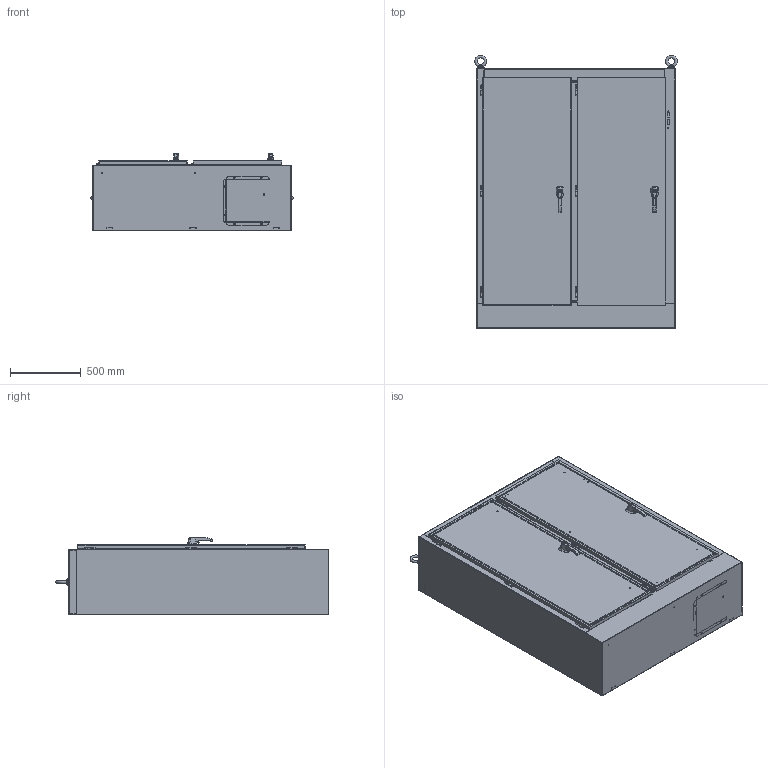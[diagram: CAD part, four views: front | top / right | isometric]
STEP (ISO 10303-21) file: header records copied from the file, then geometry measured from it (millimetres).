
FILE_DESCRIPTION (( 'STEP AP214' ), '1' );
FILE_NAME ('2UHD725518N4SS.STEP', '2019-07-19T18:35:22', ( '' ), ( '' ), 'SwSTEP 2.0', 'SolidWorks 2018', '' );
FILE_SCHEMA (( 'AUTOMOTIVE_DESIGN' ));
Length unit declared in the file: inch
Products named in the file (1): 2UHD725518N4SS
Bounding box: 1426.9 x 1925.19 x 545.22 mm (x, y, z)
Volume: 50869647.6 mm3; surface area: 24569833.9 mm2
Topology: 223 solids, 225 shells, 3376 faces, 7972 edges, 5111 vertices
Faces by surface type: plane 1951, cylinder 1018, bspline 251, cone 145, torus 11
Full cylindrical faces by diameter (mm): 3.68 x4, 3.81 x4, 3.967 x4, 4.249 x2, 4.394 x2, 4.75 x5, 4.775 x2, 4.801 x2, 4.826 x4, 4.928 x1, 4.976 x13, 4.978 x3, 5.08 x2, 5.105 x6, 5.537 x8, 5.842 x2, 5.893 x2, 5.918 x2, 6.248 x8, 6.35 x48, 6.477 x6, 6.528 x10, 6.731 x2, 6.756 x3, 7.112 x10, 7.137 x13, 7.163 x5, 7.366 x2, 7.442 x6, 7.805 x9
Entity records: 164562 total; most frequent: CARTESIAN_POINT 44403, DIRECTION 14747, ORIENTED_EDGE 14628, EDGE_CURVE 7314, AXIS2_PLACEMENT_3D 5239, VERTEX_POINT 5070, EDGE_LOOP 4488, LINE 4269
